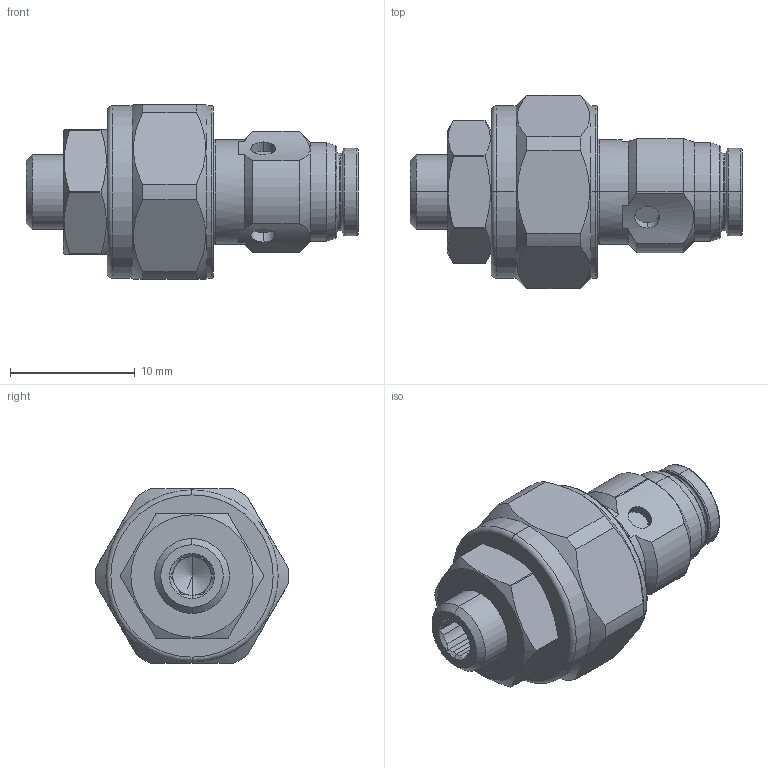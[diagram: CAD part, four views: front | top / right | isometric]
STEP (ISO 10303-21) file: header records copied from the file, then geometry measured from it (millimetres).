
FILE_DESCRIPTION (( 'STEP AP203' ), '1' );
FILE_NAME ('BZL0100.STEP', '2018-12-15T01:50:40', ( '微软用户' ), ( '微软中国' ), 'SwSTEP 2.0', 'SolidWorks 2012', '' );
FILE_SCHEMA (( 'CONFIG_CONTROL_DESIGN' ));
Length unit declared in the file: millimetre
Products named in the file (1): BZL0100
Bounding box: 26.6 x 15.49 x 14 mm (x, y, z)
Volume: 2329.4 mm3; surface area: 1632.5 mm2
Topology: 3 solids, 3 shells, 155 faces, 368 edges, 227 vertices
Faces by surface type: plane 48, cylinder 47, cone 36, torus 24
Entity records: 4875 total; most frequent: CARTESIAN_POINT 1194, DIRECTION 798, ORIENTED_EDGE 732, EDGE_CURVE 366, AXIS2_PLACEMENT_3D 335, VERTEX_POINT 227, CIRCLE 179, EDGE_LOOP 167
